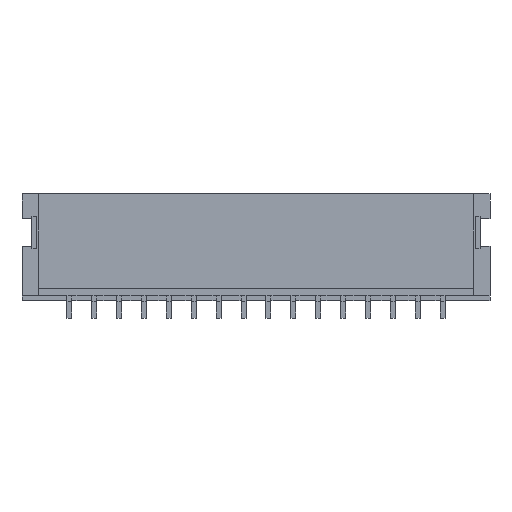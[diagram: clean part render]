
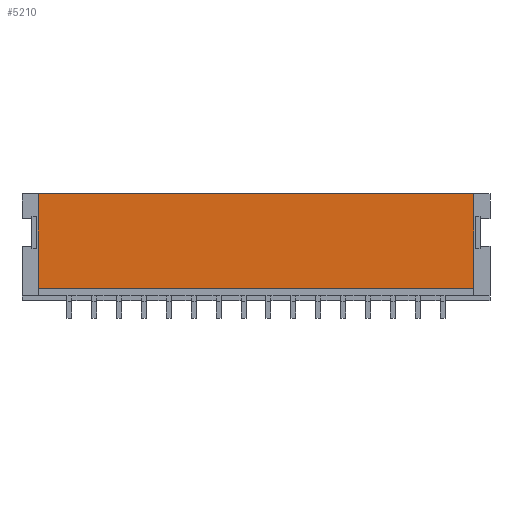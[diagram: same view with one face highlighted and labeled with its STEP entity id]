
A CAD part, front view. The second image highlights one B-rep face of the part: STEP entity #5210.
In plain terms, the highlighted planar face has unit normal (0, -1, 0).
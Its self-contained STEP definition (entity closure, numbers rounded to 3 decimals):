
#1550 = AXIS2_PLACEMENT_3D ( 'NONE', #10843, #10915, #10975 ) ;
#1853 = CARTESIAN_POINT ( 'NONE',  ( -8.75, 0.05, 2.5 ) ) ;
#1912 = CARTESIAN_POINT ( 'NONE',  ( -8.75, 0.05, -1.3 ) ) ;
#1920 = CARTESIAN_POINT ( 'NONE',  ( 8.75, 0.05, 2.5 ) ) ;
#1928 = CARTESIAN_POINT ( 'NONE',  ( 8.75, 0.05, -1.3 ) ) ;
#2619 = DIRECTION ( 'NONE',  ( 1., 0., 0. ) ) ;
#2636 = CARTESIAN_POINT ( 'NONE',  ( 2., 0.05, 2.5 ) ) ;
#2817 = CARTESIAN_POINT ( 'NONE',  ( -8.75, 0.05, -1.3 ) ) ;
#2824 = DIRECTION ( 'NONE',  ( 1., 0., 0. ) ) ;
#2834 = DIRECTION ( 'NONE',  ( 0., 0., 1. ) ) ;
#2839 = CARTESIAN_POINT ( 'NONE',  ( 2., 0.05, -1.3 ) ) ;
#2939 = CARTESIAN_POINT ( 'NONE',  ( 8.75, 0.05, -1.3 ) ) ;
#2941 = DIRECTION ( 'NONE',  ( 0., 0., 1. ) ) ;
#5210 = ADVANCED_FACE ( 'NONE', ( #16002 ), #10790, .T. ) ;
#5681 = VERTEX_POINT ( 'NONE', #1853 ) ;
#5731 = VERTEX_POINT ( 'NONE', #1920 ) ;
#5742 = VERTEX_POINT ( 'NONE', #1912 ) ;
#5743 = VERTEX_POINT ( 'NONE', #1928 ) ;
#7330 = EDGE_CURVE ( 'NONE', #5681, #5731, #16489, .T. ) ;
#7416 = EDGE_CURVE ( 'NONE', #5742, #5681, #16719, .T. ) ;
#7430 = EDGE_CURVE ( 'NONE', #5742, #5743, #16695, .T. ) ;
#7492 = EDGE_CURVE ( 'NONE', #5743, #5731, #16820, .T. ) ;
#10790 = PLANE ( 'NONE',  #1550 ) ;
#10843 = CARTESIAN_POINT ( 'NONE',  ( 2., 0.05, -1.3 ) ) ;
#10915 = DIRECTION ( 'NONE',  ( 0., -1., 0. ) ) ;
#10975 = DIRECTION ( 'NONE',  ( 0., 0., -1. ) ) ;
#12177 = ORIENTED_EDGE ( 'NONE', *, *, #7430, .T. ) ;
#12217 = ORIENTED_EDGE ( 'NONE', *, *, #7492, .T. ) ;
#12257 = ORIENTED_EDGE ( 'NONE', *, *, #7416, .F. ) ;
#12292 = ORIENTED_EDGE ( 'NONE', *, *, #7330, .F. ) ;
#13050 = EDGE_LOOP ( 'NONE', ( #12177, #12217, #12292, #12257 ) ) ;
#16002 = FACE_OUTER_BOUND ( 'NONE', #13050, .T. ) ;
#16489 = LINE ( 'NONE', #2636, #16525 ) ;
#16525 = VECTOR ( 'NONE', #2619, 1000. ) ;
#16695 = LINE ( 'NONE', #2839, #16713 ) ;
#16713 = VECTOR ( 'NONE', #2824, 1000. ) ;
#16717 = VECTOR ( 'NONE', #2834, 1000. ) ;
#16719 = LINE ( 'NONE', #2817, #16717 ) ;
#16820 = LINE ( 'NONE', #2939, #16837 ) ;
#16837 = VECTOR ( 'NONE', #2941, 1000. ) ;
